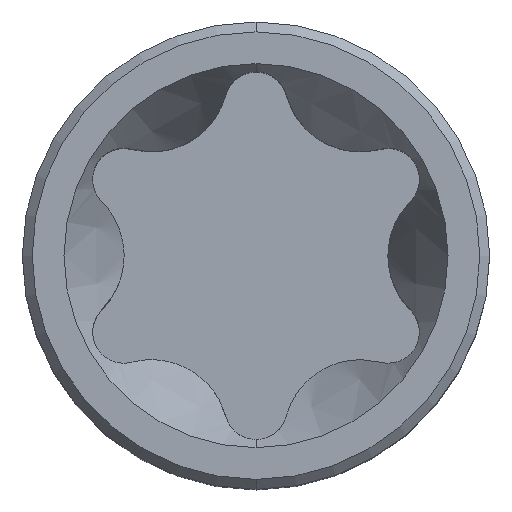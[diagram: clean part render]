
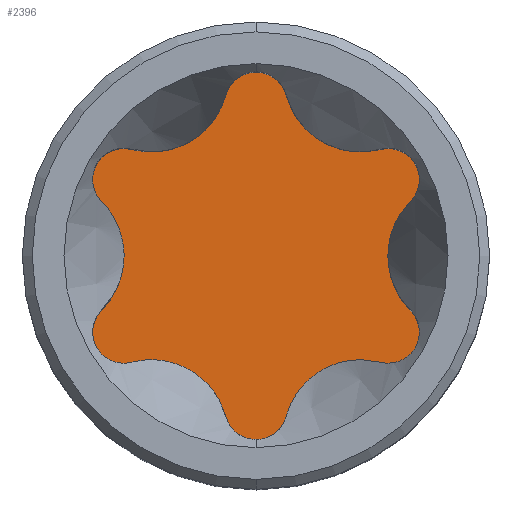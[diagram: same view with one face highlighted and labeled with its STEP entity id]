
A CAD part, top view. The second image highlights one B-rep face of the part: STEP entity #2396.
In plain terms, the highlighted planar face has unit normal (0, 0, 1).
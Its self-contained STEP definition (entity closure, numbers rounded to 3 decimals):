
#977=CARTESIAN_POINT('',(0.,-4.634,41.7));
#978=DIRECTION('',(0.,0.,1.));
#979=DIRECTION('',(-0.965,-0.263,0.));
#980=AXIS2_PLACEMENT_3D('',#977,#978,#979);
#982=CARTESIAN_POINT('',(-3.175,-5.499,41.7));
#983=DIRECTION('',(0.,0.,-1.));
#984=DIRECTION('',(-0.255,0.967,0.));
#985=AXIS2_PLACEMENT_3D('',#982,#983,#984);
#987=CARTESIAN_POINT('',(-4.013,-2.317,41.7));
#988=DIRECTION('',(0.,0.,1.));
#989=DIRECTION('',(-0.71,0.704,0.));
#990=AXIS2_PLACEMENT_3D('',#987,#988,#989);
#992=CARTESIAN_POINT('',(-6.35,0.,41.7));
#993=DIRECTION('',(0.,0.,-1.));
#994=DIRECTION('',(0.71,0.704,0.));
#995=AXIS2_PLACEMENT_3D('',#992,#993,#994);
#997=CARTESIAN_POINT('',(-4.013,2.317,41.7));
#998=DIRECTION('',(0.,0.,1.));
#999=DIRECTION('',(0.255,0.967,0.));
#1000=AXIS2_PLACEMENT_3D('',#997,#998,#999);
#1002=CARTESIAN_POINT('',(-3.175,5.499,41.7));
#1003=DIRECTION('',(0.,0.,-1.));
#1004=DIRECTION('',(0.965,-0.263,0.));
#1005=AXIS2_PLACEMENT_3D('',#1002,#1003,#1004);
#1007=CARTESIAN_POINT('',(0.,4.634,41.7));
#1008=DIRECTION('',(0.,0.,1.));
#1009=DIRECTION('',(0.965,0.263,0.));
#1010=AXIS2_PLACEMENT_3D('',#1007,#1008,#1009);
#1012=CARTESIAN_POINT('',(3.175,5.499,41.7));
#1013=DIRECTION('',(0.,0.,-1.));
#1014=DIRECTION('',(0.255,-0.967,0.));
#1015=AXIS2_PLACEMENT_3D('',#1012,#1013,#1014);
#1017=CARTESIAN_POINT('',(4.013,2.317,41.7));
#1018=DIRECTION('',(0.,0.,1.));
#1019=DIRECTION('',(0.71,-0.704,0.));
#1020=AXIS2_PLACEMENT_3D('',#1017,#1018,#1019);
#1022=CARTESIAN_POINT('',(6.35,0.,41.7));
#1023=DIRECTION('',(0.,0.,-1.));
#1024=DIRECTION('',(-0.71,-0.704,0.));
#1025=AXIS2_PLACEMENT_3D('',#1022,#1023,#1024);
#1027=CARTESIAN_POINT('',(4.013,-2.317,41.7));
#1028=DIRECTION('',(0.,0.,1.));
#1029=DIRECTION('',(-0.255,-0.967,0.));
#1030=AXIS2_PLACEMENT_3D('',#1027,#1028,#1029);
#1032=CARTESIAN_POINT('',(3.175,-5.499,41.7));
#1033=DIRECTION('',(0.,0.,-1.));
#1034=DIRECTION('',(-0.965,0.263,0.));
#1035=AXIS2_PLACEMENT_3D('',#1032,#1033,#1034);
#1275=CARTESIAN_POINT('',(-0.917,-4.884,41.7));
#1276=CARTESIAN_POINT('',(0.917,-4.884,41.7));
#1277=VERTEX_POINT('',#1275);
#1278=VERTEX_POINT('',#1276);
#1279=CARTESIAN_POINT('',(3.771,-3.236,41.7));
#1280=VERTEX_POINT('',#1279);
#1281=CARTESIAN_POINT('',(4.688,-1.648,41.7));
#1282=VERTEX_POINT('',#1281);
#1283=CARTESIAN_POINT('',(4.688,1.648,41.7));
#1284=VERTEX_POINT('',#1283);
#1285=CARTESIAN_POINT('',(3.771,3.236,41.7));
#1286=VERTEX_POINT('',#1285);
#1287=CARTESIAN_POINT('',(0.917,4.884,41.7));
#1288=VERTEX_POINT('',#1287);
#1289=CARTESIAN_POINT('',(-0.917,4.884,41.7));
#1290=VERTEX_POINT('',#1289);
#1291=CARTESIAN_POINT('',(-3.771,3.236,41.7));
#1292=VERTEX_POINT('',#1291);
#1293=CARTESIAN_POINT('',(-4.688,1.648,41.7));
#1294=VERTEX_POINT('',#1293);
#1295=CARTESIAN_POINT('',(-4.688,-1.648,41.7));
#1296=VERTEX_POINT('',#1295);
#1297=CARTESIAN_POINT('',(-3.771,-3.236,41.7));
#1298=VERTEX_POINT('',#1297);
#2377=CARTESIAN_POINT('',(0.,0.,41.7));
#2378=DIRECTION('',(0.,0.,1.));
#2379=DIRECTION('',(-1.,0.,0.));
#2380=AXIS2_PLACEMENT_3D('',#2377,#2378,#2379);
#2381=PLANE('',#2380);
#2382=ORIENTED_EDGE('',*,*,#2302,.F.);
#2383=ORIENTED_EDGE('',*,*,#2316,.F.);
#2384=ORIENTED_EDGE('',*,*,#2330,.F.);
#2385=ORIENTED_EDGE('',*,*,#2344,.F.);
#2386=ORIENTED_EDGE('',*,*,#2358,.F.);
#2387=ORIENTED_EDGE('',*,*,#2371,.F.);
#2388=ORIENTED_EDGE('',*,*,#2215,.F.);
#2389=ORIENTED_EDGE('',*,*,#2231,.F.);
#2390=ORIENTED_EDGE('',*,*,#2245,.F.);
#2391=ORIENTED_EDGE('',*,*,#2259,.F.);
#2392=ORIENTED_EDGE('',*,*,#2273,.F.);
#2393=ORIENTED_EDGE('',*,*,#2287,.F.);
#2394=EDGE_LOOP('',(#2382,#2383,#2384,#2385,#2386,#2387,#2388,#2389,#2390,#2391,
#2392,#2393));
#2395=FACE_OUTER_BOUND('',#2394,.F.);
#2396=ADVANCED_FACE('',(#2395),#2381,.T.);
#981=CIRCLE('',#980,0.951);
#986=CIRCLE('',#985,2.34);
#991=CIRCLE('',#990,0.951);
#996=CIRCLE('',#995,2.34);
#1001=CIRCLE('',#1000,0.951);
#1006=CIRCLE('',#1005,2.34);
#1011=CIRCLE('',#1010,0.951);
#1016=CIRCLE('',#1015,2.34);
#1021=CIRCLE('',#1020,0.951);
#1026=CIRCLE('',#1025,2.34);
#1031=CIRCLE('',#1030,0.951);
#1036=CIRCLE('',#1035,2.34);
#2215=EDGE_CURVE('',#1288,#1290,#1011,.T.);
#2231=EDGE_CURVE('',#1286,#1288,#1016,.T.);
#2245=EDGE_CURVE('',#1284,#1286,#1021,.T.);
#2259=EDGE_CURVE('',#1282,#1284,#1026,.T.);
#2273=EDGE_CURVE('',#1280,#1282,#1031,.T.);
#2287=EDGE_CURVE('',#1278,#1280,#1036,.T.);
#2302=EDGE_CURVE('',#1277,#1278,#981,.T.);
#2316=EDGE_CURVE('',#1298,#1277,#986,.T.);
#2330=EDGE_CURVE('',#1296,#1298,#991,.T.);
#2344=EDGE_CURVE('',#1294,#1296,#996,.T.);
#2358=EDGE_CURVE('',#1292,#1294,#1001,.T.);
#2371=EDGE_CURVE('',#1290,#1292,#1006,.T.);
